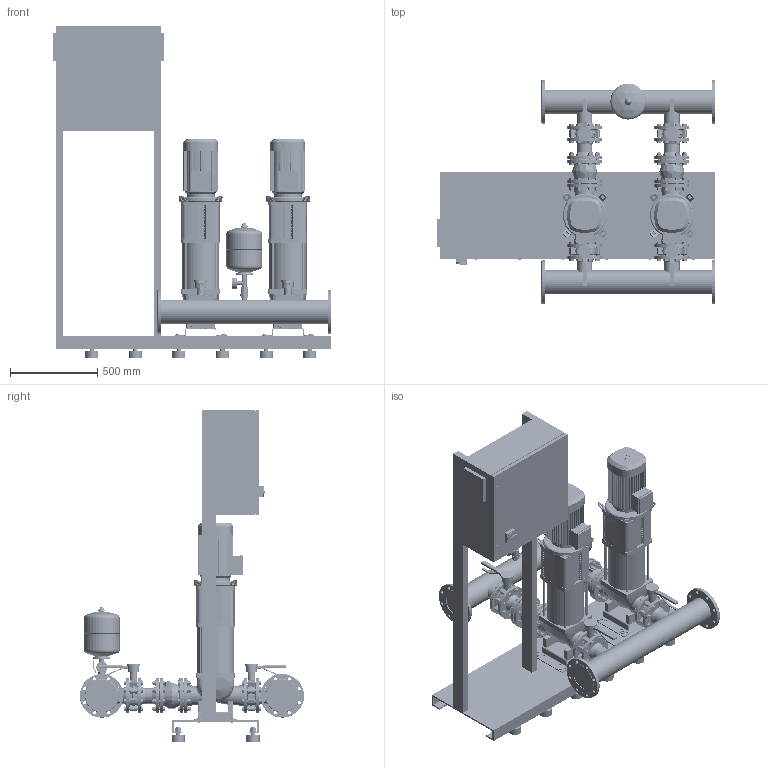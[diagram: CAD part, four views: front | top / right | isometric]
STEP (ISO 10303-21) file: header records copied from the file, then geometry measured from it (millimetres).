
FILE_DESCRIPTION((''),'2;1');
FILE_NAME('3d_CO-2HELIXV5202_K_CC-02-2530664.stp','2016-01-25T10:09:22',(''),(''),'Mechanical Desktop 2009','Mechanical Desktop 2009',', , ');
FILE_SCHEMA(('CONFIG_CONTROL_DESIGN'));
Length unit declared in the file: millimetre
Products named in the file (1): Product
Bounding box: 1600 x 1286 x 1905 mm (x, y, z)
Volume: 254289953.5 mm3; surface area: 13587181.3 mm2
Topology: 197 solids, 197 shells, 6395 faces, 16021 edges, 10329 vertices
Faces by surface type: bspline 2601, plane 1824, cylinder 1410, torus 326, cone 200, sphere 34
Entity records: 221446 total; most frequent: CARTESIAN_POINT 72085, ORIENTED_EDGE 31970, DIRECTION 28667, EDGE_CURVE 15985, VERTEX_POINT 10326, AXIS2_PLACEMENT_3D 9679, VECTOR 9309, LINE 9309
